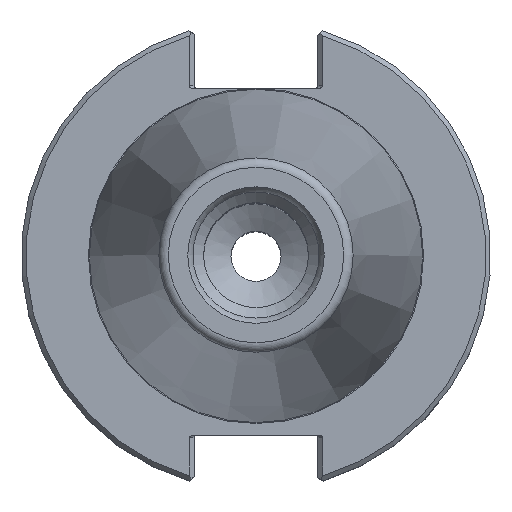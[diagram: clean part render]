
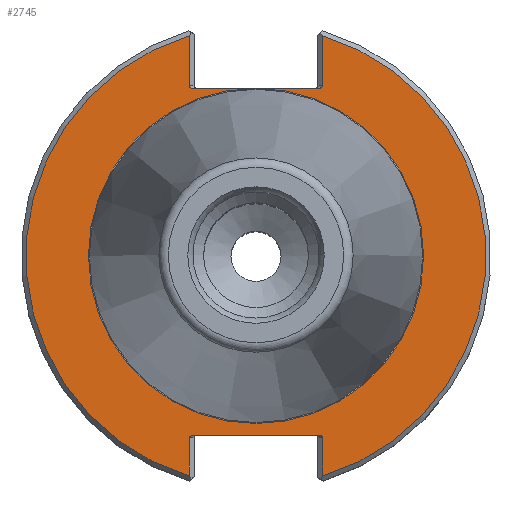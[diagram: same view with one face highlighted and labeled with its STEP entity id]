
A CAD part, top view. The second image highlights one B-rep face of the part: STEP entity #2745.
In plain terms, the highlighted planar face has unit normal (0, 0, 1).
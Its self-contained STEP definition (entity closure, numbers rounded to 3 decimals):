
#24=ELLIPSE('',#2927,0.707,0.5);
#25=ELLIPSE('',#2929,0.707,0.5);
#33=ELLIPSE('',#2957,0.707,0.5);
#34=ELLIPSE('',#2959,0.707,0.5);
#76=LINE('',#4200,#149);
#77=LINE('',#4209,#150);
#82=LINE('',#4228,#155);
#83=LINE('',#4237,#156);
#93=LINE('',#4271,#166);
#104=LINE('',#4318,#177);
#149=VECTOR('',#3341,1000.);
#150=VECTOR('',#3348,1000.);
#155=VECTOR('',#3363,1000.);
#156=VECTOR('',#3370,1000.);
#166=VECTOR('',#3396,1000.);
#177=VECTOR('',#3441,1000.);
#291=PLANE('',#2958);
#774=ORIENTED_EDGE('',*,*,#1033,.T.);
#775=ORIENTED_EDGE('',*,*,#1031,.T.);
#776=ORIENTED_EDGE('',*,*,#1027,.T.);
#777=ORIENTED_EDGE('',*,*,#1048,.F.);
#778=ORIENTED_EDGE('',*,*,#1025,.T.);
#779=ORIENTED_EDGE('',*,*,#1023,.T.);
#780=ORIENTED_EDGE('',*,*,#1021,.T.);
#781=ORIENTED_EDGE('',*,*,#1020,.T.);
#782=ORIENTED_EDGE('',*,*,#1067,.T.);
#783=ORIENTED_EDGE('',*,*,#1069,.F.);
#784=ORIENTED_EDGE('',*,*,#1070,.T.);
#785=ORIENTED_EDGE('',*,*,#1034,.T.);
#786=ORIENTED_EDGE('',*,*,#1017,.F.);
#1017=EDGE_CURVE('',#1227,#1227,#1338,.T.);
#1020=EDGE_CURVE('',#1228,#1229,#76,.T.);
#1021=EDGE_CURVE('',#1230,#1228,#1339,.T.);
#1023=EDGE_CURVE('',#1231,#1230,#77,.T.);
#1025=EDGE_CURVE('',#1232,#1231,#24,.F.);
#1027=EDGE_CURVE('',#1233,#1234,#25,.F.);
#1031=EDGE_CURVE('',#1235,#1233,#82,.T.);
#1033=EDGE_CURVE('',#1236,#1235,#1340,.T.);
#1034=EDGE_CURVE('',#1237,#1236,#83,.T.);
#1048=EDGE_CURVE('',#1232,#1234,#93,.T.);
#1067=EDGE_CURVE('',#1229,#1255,#33,.F.);
#1069=EDGE_CURVE('',#1256,#1255,#104,.T.);
#1070=EDGE_CURVE('',#1256,#1237,#34,.F.);
#1227=VERTEX_POINT('',#4191);
#1228=VERTEX_POINT('',#4197);
#1229=VERTEX_POINT('',#4199);
#1230=VERTEX_POINT('',#4203);
#1231=VERTEX_POINT('',#4210);
#1232=VERTEX_POINT('',#4214);
#1233=VERTEX_POINT('',#4218);
#1234=VERTEX_POINT('',#4219);
#1235=VERTEX_POINT('',#4227);
#1236=VERTEX_POINT('',#4234);
#1237=VERTEX_POINT('',#4238);
#1255=VERTEX_POINT('',#4315);
#1256=VERTEX_POINT('',#4319);
#1338=CIRCLE('',#2921,35.118);
#1339=CIRCLE('',#2924,48.21);
#1340=CIRCLE('',#2932,48.21);
#1511=EDGE_LOOP('',(#774,#775,#776,#777,#778,#779,#780,#781,#782,#783,#784,
#785));
#1512=EDGE_LOOP('',(#786));
#1697=FACE_BOUND('',#1511,.T.);
#1698=FACE_BOUND('',#1512,.T.);
#2745=ADVANCED_FACE('',(#1697,#1698),#291,.T.);
#2921=AXIS2_PLACEMENT_3D('',#4190,#3336,#3337);
#2924=AXIS2_PLACEMENT_3D('',#4202,#3344,#3345);
#2927=AXIS2_PLACEMENT_3D('',#4213,#3352,#3353);
#2929=AXIS2_PLACEMENT_3D('',#4217,#3357,#3358);
#2932=AXIS2_PLACEMENT_3D('',#4235,#3366,#3367);
#2957=AXIS2_PLACEMENT_3D('',#4314,#3436,#3437);
#2958=AXIS2_PLACEMENT_3D('',#4317,#3439,#3440);
#2959=AXIS2_PLACEMENT_3D('',#4320,#3442,#3443);
#3336=DIRECTION('',(0.,0.,1.));
#3337=DIRECTION('',(1.,0.,0.));
#3341=DIRECTION('',(0.,-1.,0.));
#3344=DIRECTION('',(0.,0.,1.));
#3345=DIRECTION('',(1.,0.,0.));
#3348=DIRECTION('',(0.,-1.,0.));
#3352=DIRECTION('',(0.,0.,1.));
#3353=DIRECTION('',(1.,0.,0.));
#3357=DIRECTION('',(0.,0.,1.));
#3358=DIRECTION('',(1.,0.,0.));
#3363=DIRECTION('',(0.,1.,0.));
#3366=DIRECTION('',(0.,0.,1.));
#3367=DIRECTION('',(1.,0.,0.));
#3370=DIRECTION('',(0.,1.,0.));
#3396=DIRECTION('',(-1.,0.,0.));
#3436=DIRECTION('',(0.,0.,1.));
#3437=DIRECTION('',(-1.,0.,0.));
#3439=DIRECTION('',(0.,0.,1.));
#3440=DIRECTION('',(1.,0.,0.));
#3441=DIRECTION('',(1.,0.,0.));
#3442=DIRECTION('',(0.,0.,1.));
#3443=DIRECTION('',(-1.,0.,0.));
#4190=CARTESIAN_POINT('',(0.,0.,-3.17));
#4191=CARTESIAN_POINT('',(35.118,0.,-3.17));
#4197=CARTESIAN_POINT('',(13.955,46.146,-3.17));
#4199=CARTESIAN_POINT('',(13.955,35.66,-3.17));
#4200=CARTESIAN_POINT('',(13.955,35.16,-3.17));
#4202=CARTESIAN_POINT('',(0.,0.,-3.17));
#4203=CARTESIAN_POINT('',(13.955,-46.146,-3.17));
#4209=CARTESIAN_POINT('',(13.955,-47.619,-3.17));
#4210=CARTESIAN_POINT('',(13.955,-38.07,-3.17));
#4213=CARTESIAN_POINT('',(13.248,-38.07,-3.17));
#4214=CARTESIAN_POINT('',(13.248,-37.57,-3.17));
#4217=CARTESIAN_POINT('',(-13.248,-38.07,-3.17));
#4218=CARTESIAN_POINT('',(-13.955,-38.07,-3.17));
#4219=CARTESIAN_POINT('',(-13.248,-37.57,-3.17));
#4227=CARTESIAN_POINT('',(-13.955,-46.146,-3.17));
#4228=CARTESIAN_POINT('',(-13.955,-37.57,-3.17));
#4234=CARTESIAN_POINT('',(-13.955,46.146,-3.17));
#4235=CARTESIAN_POINT('',(0.,0.,-3.17));
#4237=CARTESIAN_POINT('',(-13.955,47.619,-3.17));
#4238=CARTESIAN_POINT('',(-13.955,35.66,-3.17));
#4271=CARTESIAN_POINT('',(12.955,-37.57,-3.17));
#4314=CARTESIAN_POINT('',(13.248,35.66,-3.17));
#4315=CARTESIAN_POINT('',(13.248,35.16,-3.17));
#4317=CARTESIAN_POINT('',(35.118,0.,-3.17));
#4318=CARTESIAN_POINT('',(-12.955,35.16,-3.17));
#4319=CARTESIAN_POINT('',(-13.248,35.16,-3.17));
#4320=CARTESIAN_POINT('',(-13.248,35.66,-3.17));
